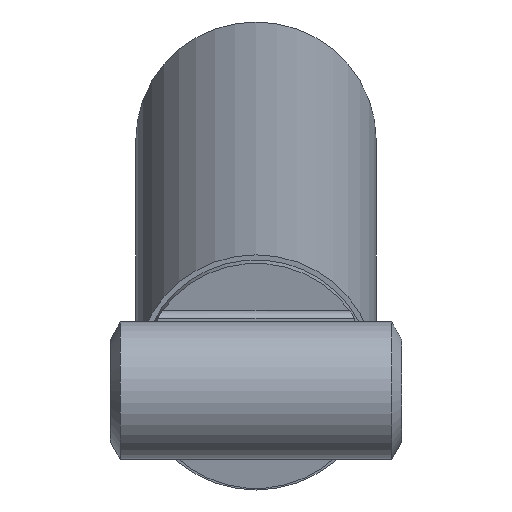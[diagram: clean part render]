
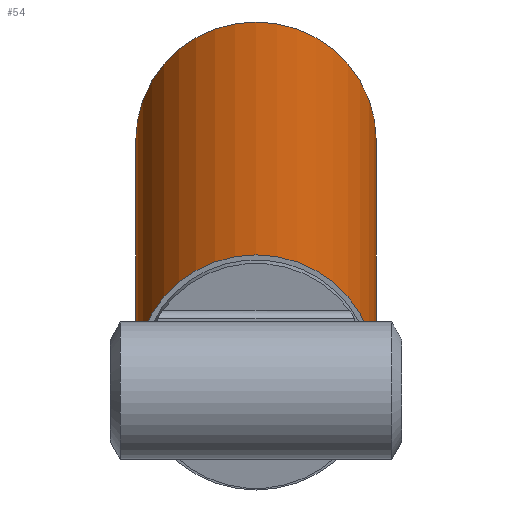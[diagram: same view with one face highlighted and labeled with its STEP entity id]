
A CAD part, front view. The second image highlights one B-rep face of the part: STEP entity #54.
In plain terms, the highlighted cylindrical face has radius 88.9 mm (diameter 177.8 mm), a full revolution.
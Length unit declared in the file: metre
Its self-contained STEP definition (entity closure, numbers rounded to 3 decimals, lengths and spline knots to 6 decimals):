
#54 = ADVANCED_FACE( '', ( #117, #118 ), #119, .T. );
#117 = FACE_OUTER_BOUND( '', #190, .T. );
#118 = FACE_OUTER_BOUND( '', #191, .T. );
#119 = CYLINDRICAL_SURFACE( '', #192, 0.0889 );
#190 = EDGE_LOOP( '', ( #290 ) );
#191 = EDGE_LOOP( '', ( #291 ) );
#192 = AXIS2_PLACEMENT_3D( '', #292, #293, #294 );
#290 = ORIENTED_EDGE( '', *, *, #391, .F. );
#291 = ORIENTED_EDGE( '', *, *, #392, .T. );
#292 = CARTESIAN_POINT( '', ( 0., 3.816271, 2.24853 ) );
#293 = DIRECTION( '', ( 0., 0.979, 0.204 ) );
#294 = DIRECTION( '', ( 0., 0.204, -0.979 ) );
#391 = EDGE_CURVE( '', #454, #454, #455, .T. );
#392 = EDGE_CURVE( '', #456, #456, #457, .F. );
#454 = VERTEX_POINT( '', #706 );
#455 = CIRCLE( '', #707, 0.0889 );
#456 = VERTEX_POINT( '', #708 );
#457 = CIRCLE( '', #709, 0.0889 );
#706 = CARTESIAN_POINT( '', ( 0., -2.004768, 0.946047 ) );
#707 = AXIS2_PLACEMENT_3D( '', #761, #762, #763 );
#708 = CARTESIAN_POINT( '', ( 0., -1.213046, 1.292459 ) );
#709 = AXIS2_PLACEMENT_3D( '', #764, #765, #766 );
#761 = CARTESIAN_POINT( '', ( 0., -2.022885, 1.033082 ) );
#762 = DIRECTION( '', ( 0., -0.979, -0.204 ) );
#763 = DIRECTION( '', ( 0., 0.204, -0.979 ) );
#764 = CARTESIAN_POINT( '', ( 0., -1.194929, 1.205425 ) );
#765 = DIRECTION( '', ( 0., 0.979, 0.204 ) );
#766 = DIRECTION( '', ( 0., -0.204, 0.979 ) );
